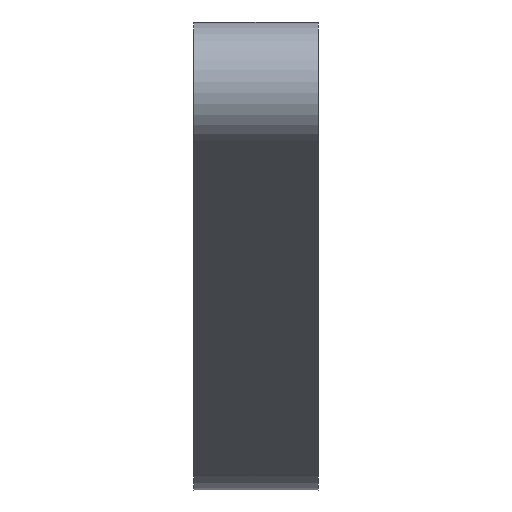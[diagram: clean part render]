
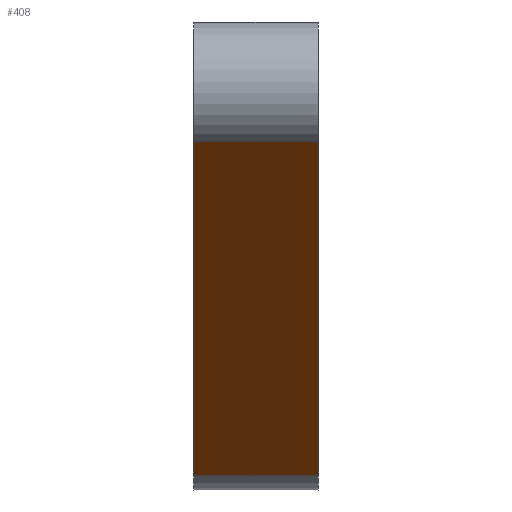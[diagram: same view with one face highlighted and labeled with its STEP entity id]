
A CAD part, front view. The second image highlights one B-rep face of the part: STEP entity #408.
In plain terms, the highlighted planar face has unit normal (0, -0.574, -0.819).
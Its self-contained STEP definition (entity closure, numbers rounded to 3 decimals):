
#158=CARTESIAN_POINT('Line Origine',(0.,-19.533,6.963)) ;
#162=CARTESIAN_POINT('Vertex',(0.,-35.911,18.431)) ;
#164=CARTESIAN_POINT('Vertex',(0.,-3.155,-4.505)) ;
#378=CARTESIAN_POINT('Axis2P3D Location',(0.,-3.155,-4.505)) ;
#383=CARTESIAN_POINT('Line Origine',(4.25,-35.911,18.431)) ;
#387=CARTESIAN_POINT('Vertex',(8.5,-35.911,18.431)) ;
#390=CARTESIAN_POINT('Line Origine',(4.25,-3.155,-4.505)) ;
#394=CARTESIAN_POINT('Vertex',(8.5,-3.155,-4.505)) ;
#397=CARTESIAN_POINT('Line Origine',(8.5,-19.533,6.963)) ;
#159=DIRECTION('Vector Direction',(0.,-0.819,0.574)) ;
#379=DIRECTION('Axis2P3D Direction',(-0.,0.574,0.819)) ;
#380=DIRECTION('Axis2P3D XDirection',(0.,-0.819,0.574)) ;
#384=DIRECTION('Vector Direction',(1.,0.,0.)) ;
#391=DIRECTION('Vector Direction',(1.,0.,0.)) ;
#398=DIRECTION('Vector Direction',(0.,-0.819,0.574)) ;
#381=AXIS2_PLACEMENT_3D('Plane Axis2P3D',#378,#379,#380) ;
#403=ORIENTED_EDGE('',*,*,#389,.F.) ;
#404=ORIENTED_EDGE('',*,*,#166,.T.) ;
#405=ORIENTED_EDGE('',*,*,#396,.T.) ;
#406=ORIENTED_EDGE('',*,*,#401,.F.) ;
#160=VECTOR('Line Direction',#159,1.) ;
#385=VECTOR('Line Direction',#384,1.) ;
#392=VECTOR('Line Direction',#391,1.) ;
#399=VECTOR('Line Direction',#398,1.) ;
#408=ADVANCED_FACE('Corps principal',(#407),#382,.F.) ;
#166=EDGE_CURVE('',#163,#165,#161,.F.) ;
#389=EDGE_CURVE('',#163,#388,#386,.T.) ;
#396=EDGE_CURVE('',#165,#395,#393,.T.) ;
#401=EDGE_CURVE('',#388,#395,#400,.F.) ;
#402=EDGE_LOOP('',(#403,#404,#405,#406)) ;
#407=FACE_OUTER_BOUND('',#402,.T.) ;
#161=LINE('Line',#158,#160) ;
#386=LINE('Line',#383,#385) ;
#393=LINE('Line',#390,#392) ;
#400=LINE('Line',#397,#399) ;
#382=PLANE('Plane',#381) ;
#163=VERTEX_POINT('',#162) ;
#165=VERTEX_POINT('',#164) ;
#388=VERTEX_POINT('',#387) ;
#395=VERTEX_POINT('',#394) ;
